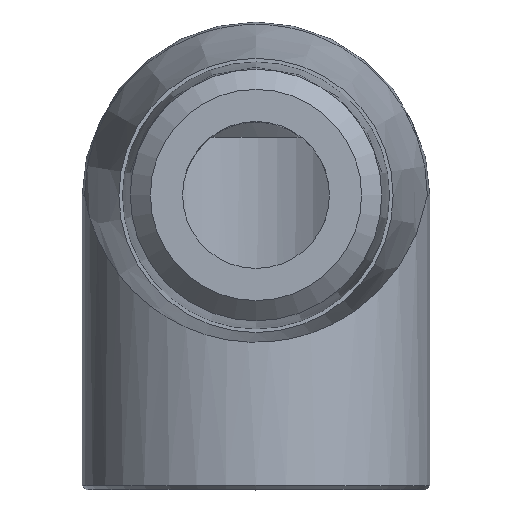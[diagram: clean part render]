
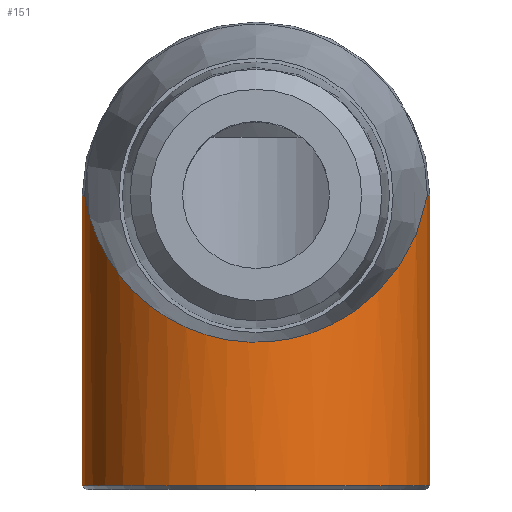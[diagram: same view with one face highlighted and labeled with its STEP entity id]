
A CAD part, top view. The second image highlights one B-rep face of the part: STEP entity #151.
In plain terms, the highlighted cylindrical face has radius 8.875 mm (diameter 17.75 mm), a full revolution.
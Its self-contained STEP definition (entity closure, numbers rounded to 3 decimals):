
#18=ELLIPSE('',#170,12.642,8.875);
#19=CYLINDRICAL_SURFACE('',#169,8.875);
#27=FACE_BOUND('',#54,.T.);
#38=FACE_OUTER_BOUND('',#53,.T.);
#53=EDGE_LOOP('',(#117,#118));
#54=EDGE_LOOP('',(#119));
#73=CIRCLE('',#165,8.875);
#76=CIRCLE('',#171,8.875);
#85=VERTEX_POINT('',#246);
#88=VERTEX_POINT('',#254);
#89=VERTEX_POINT('',#255);
#98=EDGE_CURVE('',#85,#85,#73,.T.);
#101=EDGE_CURVE('',#88,#89,#18,.T.);
#102=EDGE_CURVE('',#89,#88,#76,.T.);
#117=ORIENTED_EDGE('',*,*,#101,.T.);
#118=ORIENTED_EDGE('',*,*,#102,.T.);
#119=ORIENTED_EDGE('',*,*,#98,.F.);
#151=ADVANCED_FACE('',(#38,#27),#19,.T.);
#165=AXIS2_PLACEMENT_3D('',#247,#194,#195);
#169=AXIS2_PLACEMENT_3D('',#253,#202,#203);
#170=AXIS2_PLACEMENT_3D('',#256,#204,#205);
#171=AXIS2_PLACEMENT_3D('',#257,#206,#207);
#194=DIRECTION('center_axis',(0.,-1.,0.));
#195=DIRECTION('ref_axis',(0.,0.,1.));
#202=DIRECTION('center_axis',(0.,-1.,0.));
#203=DIRECTION('ref_axis',(0.,0.,-1.));
#204=DIRECTION('center_axis',(0.,-0.702,-0.712));
#205=DIRECTION('ref_axis',(0.,-0.712,0.702));
#206=DIRECTION('center_axis',(0.,-1.,0.));
#207=DIRECTION('ref_axis',(1.,0.,0.));
#246=CARTESIAN_POINT('',(0.,-14.8,-8.875));
#247=CARTESIAN_POINT('Origin',(0.,-14.8,0.));
#253=CARTESIAN_POINT('Origin',(0.,-7.5,0.));
#254=CARTESIAN_POINT('',(8.749,0.,1.491));
#255=CARTESIAN_POINT('',(-8.749,0.,1.491));
#256=CARTESIAN_POINT('Origin',(0.,1.513,0.));
#257=CARTESIAN_POINT('Origin',(0.,0.,0.));
